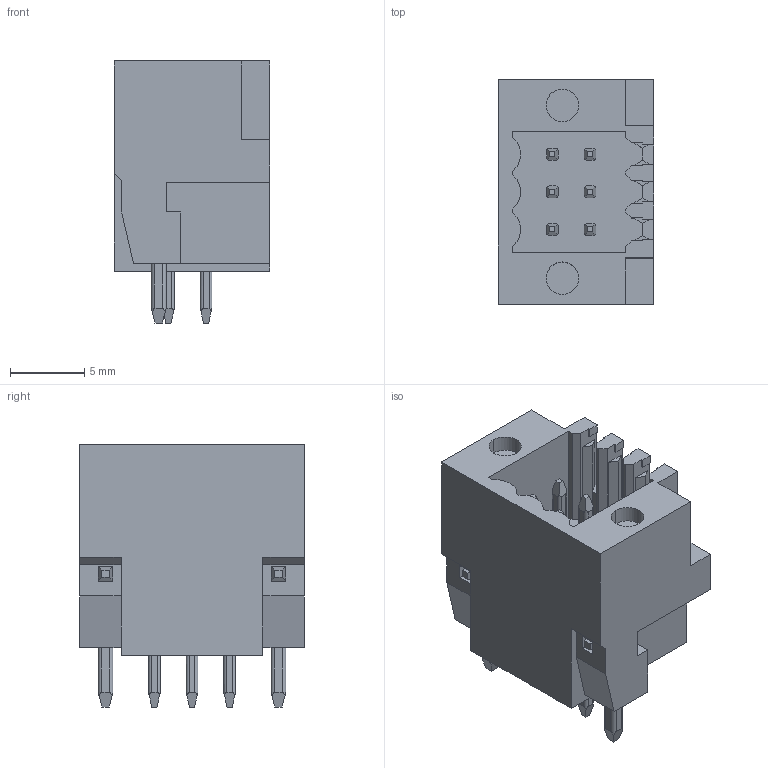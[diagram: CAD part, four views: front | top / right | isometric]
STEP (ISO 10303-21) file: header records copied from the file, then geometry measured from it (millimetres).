
FILE_DESCRIPTION((''),'2;1');
FILE_NAME('TLPHDW-020V','2024-10-17T08:29:46',('tluser'),(''),'CREO PARAMETRIC BY PTC INC, 2018100','CREO PARAMETRIC BY PTC INC, 2018100','');
FILE_SCHEMA(('CONFIG_CONTROL_DESIGN'));
Length unit declared in the file: millimetre
Products named in the file (1): TLPHDW-020V
Bounding box: 10.5 x 15.18 x 17.7 mm (x, y, z)
Volume: 1525.7 mm3; surface area: 1526.9 mm2
Topology: 1 solids, 1 shells, 320 faces, 892 edges, 582 vertices
Faces by surface type: plane 251, cylinder 65, torus 4
Entity records: 10561 total; most frequent: CARTESIAN_POINT 2467, ORIENTED_EDGE 1784, DIRECTION 1490, EDGE_CURVE 892, VECTOR 702, LINE 702, VERTEX_POINT 582, AXIS2_PLACEMENT_3D 394
